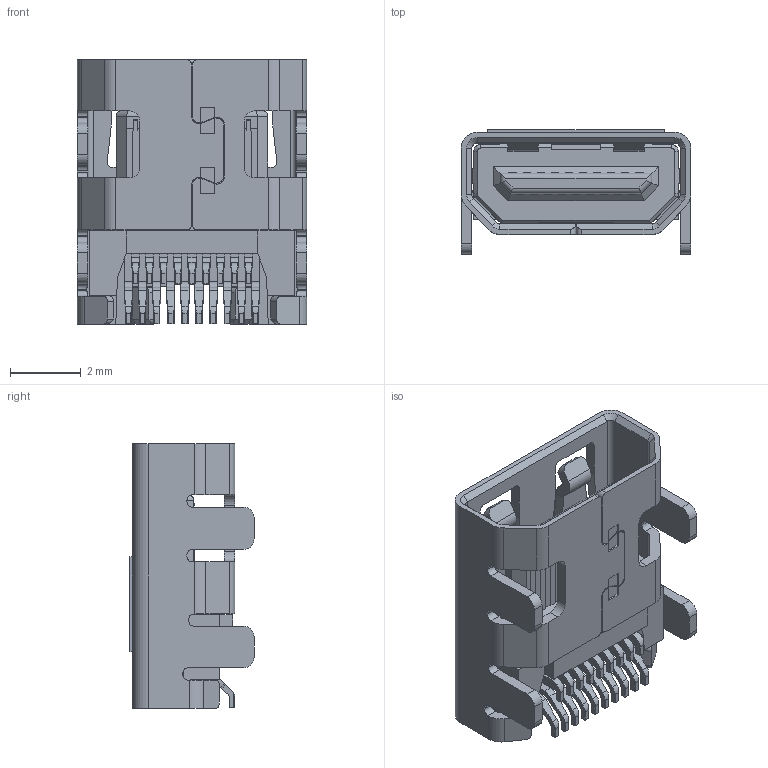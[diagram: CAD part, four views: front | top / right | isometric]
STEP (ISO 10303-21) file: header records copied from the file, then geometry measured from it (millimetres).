
FILE_DESCRIPTION (( 'STEP AP203' ), '1' );
FILE_NAME ('Female Micro HDMI Connector- RPi4ModelB.STEP_Predeterminado_sldprt.STEP', '2022-06-23T14:44:46', ( '' ), ( '' ), 'SwSTEP 2.0', 'SolidWorks 2020', '' );
FILE_SCHEMA (( 'CONFIG_CONTROL_DESIGN' ));
Length unit declared in the file: millimetre
Products named in the file (1): Female Micro HDMI Connector- RPi4ModelB.STEP_Predeterminado_sldprt
Bounding box: 6.5 x 3.52 x 7.5 mm (x, y, z)
Volume: 62.8 mm3; surface area: 365.6 mm2
Topology: 1 solids, 1 shells, 1058 faces, 3062 edges, 2022 vertices
Faces by surface type: plane 763, cylinder 279, cone 16
Entity records: 34666 total; most frequent: CARTESIAN_POINT 6360, ORIENTED_EDGE 6124, DIRECTION 5680, EDGE_CURVE 3062, VECTOR 2426, LINE 2426, VERTEX_POINT 2022, AXIS2_PLACEMENT_3D 1627
